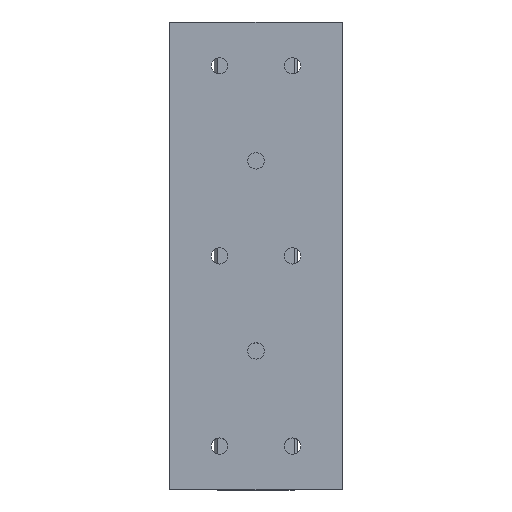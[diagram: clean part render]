
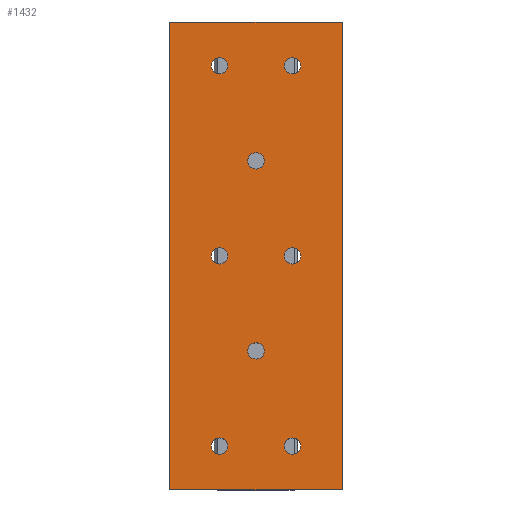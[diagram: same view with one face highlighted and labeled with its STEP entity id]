
A CAD part, top view. The second image highlights one B-rep face of the part: STEP entity #1432.
In plain terms, the highlighted planar face has unit normal (0, 0, 1).
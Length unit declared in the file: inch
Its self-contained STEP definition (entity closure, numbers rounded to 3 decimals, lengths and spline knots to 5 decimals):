
#285=CARTESIAN_POINT('',(-0.243,-1.625,0.14508));
#286=VERTEX_POINT('',#285);
#302=CARTESIAN_POINT('',(-0.382,-1.625,0.14508));
#303=VERTEX_POINT('',#302);
#310=CARTESIAN_POINT('',(-0.3125,-1.625,0.14508));
#311=DIRECTION('',(0.0,0.0,-1.0));
#312=DIRECTION('',(1.0,0.0,0.0));
#313=AXIS2_PLACEMENT_3D('',#310,#311,#312);
#314=CIRCLE('',#313,0.0695);
#315=EDGE_CURVE('',#286,#303,#314,.T.);
#348=CARTESIAN_POINT('',(0.382,1.625,0.14508));
#349=VERTEX_POINT('',#348);
#365=CARTESIAN_POINT('',(0.243,1.625,0.14508));
#366=VERTEX_POINT('',#365);
#373=CARTESIAN_POINT('',(0.3125,1.625,0.14508));
#374=DIRECTION('',(0.0,0.0,-1.0));
#375=DIRECTION('',(1.0,0.0,0.0));
#376=AXIS2_PLACEMENT_3D('',#373,#374,#375);
#377=CIRCLE('',#376,0.0695);
#378=EDGE_CURVE('',#349,#366,#377,.T.);
#411=CARTESIAN_POINT('',(0.382,-1.625,0.14508));
#412=VERTEX_POINT('',#411);
#428=CARTESIAN_POINT('',(0.243,-1.625,0.14508));
#429=VERTEX_POINT('',#428);
#436=CARTESIAN_POINT('',(0.3125,-1.625,0.14508));
#437=DIRECTION('',(0.0,0.0,-1.0));
#438=DIRECTION('',(1.0,0.0,0.0));
#439=AXIS2_PLACEMENT_3D('',#436,#437,#438);
#440=CIRCLE('',#439,0.0695);
#441=EDGE_CURVE('',#412,#429,#440,.T.);
#474=CARTESIAN_POINT('',(-0.243,0.,0.14508));
#475=VERTEX_POINT('',#474);
#491=CARTESIAN_POINT('',(-0.382,0.,0.14508));
#492=VERTEX_POINT('',#491);
#499=CARTESIAN_POINT('',(-0.3125,0.,0.14508));
#500=DIRECTION('',(0.0,0.0,-1.0));
#501=DIRECTION('',(1.0,0.0,0.0));
#502=AXIS2_PLACEMENT_3D('',#499,#500,#501);
#503=CIRCLE('',#502,0.0695);
#504=EDGE_CURVE('',#475,#492,#503,.T.);
#537=CARTESIAN_POINT('',(0.382,0.,0.14508));
#538=VERTEX_POINT('',#537);
#554=CARTESIAN_POINT('',(0.243,0.,0.14508));
#555=VERTEX_POINT('',#554);
#562=CARTESIAN_POINT('',(0.3125,0.,0.14508));
#563=DIRECTION('',(0.0,0.0,-1.0));
#564=DIRECTION('',(1.0,0.0,0.0));
#565=AXIS2_PLACEMENT_3D('',#562,#563,#564);
#566=CIRCLE('',#565,0.0695);
#567=EDGE_CURVE('',#538,#555,#566,.T.);
#600=CARTESIAN_POINT('',(-0.243,1.625,0.14508));
#601=VERTEX_POINT('',#600);
#617=CARTESIAN_POINT('',(-0.382,1.625,0.14508));
#618=VERTEX_POINT('',#617);
#625=CARTESIAN_POINT('',(-0.3125,1.625,0.14508));
#626=DIRECTION('',(0.0,0.0,-1.0));
#627=DIRECTION('',(1.0,0.0,0.0));
#628=AXIS2_PLACEMENT_3D('',#625,#626,#627);
#629=CIRCLE('',#628,0.0695);
#630=EDGE_CURVE('',#601,#618,#629,.T.);
#663=CARTESIAN_POINT('',(0.0695,-0.8125,0.14508));
#664=VERTEX_POINT('',#663);
#680=CARTESIAN_POINT('',(-0.0695,-0.8125,0.14508));
#681=VERTEX_POINT('',#680);
#688=CARTESIAN_POINT('',(0.0,-0.8125,0.14508));
#689=DIRECTION('',(0.0,0.0,-1.0));
#690=DIRECTION('',(1.0,0.0,0.0));
#691=AXIS2_PLACEMENT_3D('',#688,#689,#690);
#692=CIRCLE('',#691,0.0695);
#693=EDGE_CURVE('',#664,#681,#692,.T.);
#726=CARTESIAN_POINT('',(0.0695,0.8125,0.14508));
#727=VERTEX_POINT('',#726);
#743=CARTESIAN_POINT('',(-0.0695,0.8125,0.14508));
#744=VERTEX_POINT('',#743);
#751=CARTESIAN_POINT('',(0.0,0.8125,0.14508));
#752=DIRECTION('',(0.0,0.0,-1.0));
#753=DIRECTION('',(1.0,0.0,0.0));
#754=AXIS2_PLACEMENT_3D('',#751,#752,#753);
#755=CIRCLE('',#754,0.0695);
#756=EDGE_CURVE('',#727,#744,#755,.T.);
#788=CARTESIAN_POINT('',(0.0,0.8125,0.14508));
#789=DIRECTION('',(0.0,0.0,-1.0));
#790=DIRECTION('',(1.0,0.0,0.0));
#791=AXIS2_PLACEMENT_3D('',#788,#789,#790);
#792=CIRCLE('',#791,0.0695);
#793=EDGE_CURVE('',#744,#727,#792,.T.);
#833=CARTESIAN_POINT('',(0.0,-0.8125,0.14508));
#834=DIRECTION('',(0.0,0.0,-1.0));
#835=DIRECTION('',(1.0,0.0,0.0));
#836=AXIS2_PLACEMENT_3D('',#833,#834,#835);
#837=CIRCLE('',#836,0.0695);
#838=EDGE_CURVE('',#681,#664,#837,.T.);
#878=CARTESIAN_POINT('',(-0.3125,1.625,0.14508));
#879=DIRECTION('',(0.0,0.0,-1.0));
#880=DIRECTION('',(1.0,0.0,0.0));
#881=AXIS2_PLACEMENT_3D('',#878,#879,#880);
#882=CIRCLE('',#881,0.0695);
#883=EDGE_CURVE('',#618,#601,#882,.T.);
#923=CARTESIAN_POINT('',(0.3125,0.,0.14508));
#924=DIRECTION('',(0.0,0.0,-1.0));
#925=DIRECTION('',(1.0,0.0,0.0));
#926=AXIS2_PLACEMENT_3D('',#923,#924,#925);
#927=CIRCLE('',#926,0.0695);
#928=EDGE_CURVE('',#555,#538,#927,.T.);
#968=CARTESIAN_POINT('',(-0.3125,0.,0.14508));
#969=DIRECTION('',(0.0,0.0,-1.0));
#970=DIRECTION('',(1.0,0.0,0.0));
#971=AXIS2_PLACEMENT_3D('',#968,#969,#970);
#972=CIRCLE('',#971,0.0695);
#973=EDGE_CURVE('',#492,#475,#972,.T.);
#1013=CARTESIAN_POINT('',(0.3125,-1.625,0.14508));
#1014=DIRECTION('',(0.0,0.0,-1.0));
#1015=DIRECTION('',(1.0,0.0,0.0));
#1016=AXIS2_PLACEMENT_3D('',#1013,#1014,#1015);
#1017=CIRCLE('',#1016,0.0695);
#1018=EDGE_CURVE('',#429,#412,#1017,.T.);
#1058=CARTESIAN_POINT('',(0.3125,1.625,0.14508));
#1059=DIRECTION('',(0.0,0.0,-1.0));
#1060=DIRECTION('',(1.0,0.0,0.0));
#1061=AXIS2_PLACEMENT_3D('',#1058,#1059,#1060);
#1062=CIRCLE('',#1061,0.0695);
#1063=EDGE_CURVE('',#366,#349,#1062,.T.);
#1103=CARTESIAN_POINT('',(-0.3125,-1.625,0.14508));
#1104=DIRECTION('',(0.0,0.0,-1.0));
#1105=DIRECTION('',(1.0,0.0,0.0));
#1106=AXIS2_PLACEMENT_3D('',#1103,#1104,#1105);
#1107=CIRCLE('',#1106,0.0695);
#1108=EDGE_CURVE('',#303,#286,#1107,.T.);
#1126=CARTESIAN_POINT('',(-0.73727,2.,0.14508));
#1127=VERTEX_POINT('',#1126);
#1144=CARTESIAN_POINT('',(-0.73727,-2.,0.14508));
#1145=VERTEX_POINT('',#1144);
#1152=CARTESIAN_POINT('',(-0.73727,-2.,0.14508));
#1153=DIRECTION('',(0.0,1.0,0.0));
#1154=VECTOR('',#1153,4.0);
#1155=LINE('',#1152,#1154);
#1156=EDGE_CURVE('',#1145,#1127,#1155,.T.);
#1353=CARTESIAN_POINT('',(0.73727,2.,0.14508));
#1354=VERTEX_POINT('',#1353);
#1361=CARTESIAN_POINT('',(0.73727,-2.,0.14508));
#1362=VERTEX_POINT('',#1361);
#1363=CARTESIAN_POINT('',(0.73727,-2.,0.14508));
#1364=DIRECTION('',(0.0,1.0,0.0));
#1365=VECTOR('',#1364,4.0);
#1366=LINE('',#1363,#1365);
#1367=EDGE_CURVE('',#1362,#1354,#1366,.T.);
#1379=CARTESIAN_POINT('',(0.73727,-2.,0.14508));
#1380=DIRECTION('',(0.0,0.0,1.0));
#1381=DIRECTION('',(1.0,0.0,0.0));
#1382=AXIS2_PLACEMENT_3D('',#1379,#1380,#1381);
#1383=PLANE('',#1382);
#1384=CARTESIAN_POINT('',(0.73727,2.,0.14508));
#1385=DIRECTION('',(-1.0,0.0,0.0));
#1386=VECTOR('',#1385,1.47454);
#1387=LINE('',#1384,#1386);
#1388=EDGE_CURVE('',#1354,#1127,#1387,.T.);
#1389=ORIENTED_EDGE('',*,*,#1388,.T.);
#1390=ORIENTED_EDGE('',*,*,#1156,.F.);
#1391=CARTESIAN_POINT('',(-0.73727,-2.,0.14508));
#1392=DIRECTION('',(1.0,0.0,0.0));
#1393=VECTOR('',#1392,1.47454);
#1394=LINE('',#1391,#1393);
#1395=EDGE_CURVE('',#1145,#1362,#1394,.T.);
#1396=ORIENTED_EDGE('',*,*,#1395,.T.);
#1397=ORIENTED_EDGE('',*,*,#1367,.T.);
#1398=EDGE_LOOP('',(#1389,#1390,#1396,#1397));
#1399=FACE_OUTER_BOUND('',#1398,.T.);
#1400=ORIENTED_EDGE('',*,*,#756,.T.);
#1401=ORIENTED_EDGE('',*,*,#793,.T.);
#1402=EDGE_LOOP('',(#1400,#1401));
#1403=FACE_BOUND('',#1402,.T.);
#1404=ORIENTED_EDGE('',*,*,#693,.T.);
#1405=ORIENTED_EDGE('',*,*,#838,.T.);
#1406=EDGE_LOOP('',(#1404,#1405));
#1407=FACE_BOUND('',#1406,.T.);
#1408=ORIENTED_EDGE('',*,*,#630,.T.);
#1409=ORIENTED_EDGE('',*,*,#883,.T.);
#1410=EDGE_LOOP('',(#1408,#1409));
#1411=FACE_BOUND('',#1410,.T.);
#1412=ORIENTED_EDGE('',*,*,#567,.T.);
#1413=ORIENTED_EDGE('',*,*,#928,.T.);
#1414=EDGE_LOOP('',(#1412,#1413));
#1415=FACE_BOUND('',#1414,.T.);
#1416=ORIENTED_EDGE('',*,*,#504,.T.);
#1417=ORIENTED_EDGE('',*,*,#973,.T.);
#1418=EDGE_LOOP('',(#1416,#1417));
#1419=FACE_BOUND('',#1418,.T.);
#1420=ORIENTED_EDGE('',*,*,#441,.T.);
#1421=ORIENTED_EDGE('',*,*,#1018,.T.);
#1422=EDGE_LOOP('',(#1420,#1421));
#1423=FACE_BOUND('',#1422,.T.);
#1424=ORIENTED_EDGE('',*,*,#378,.T.);
#1425=ORIENTED_EDGE('',*,*,#1063,.T.);
#1426=EDGE_LOOP('',(#1424,#1425));
#1427=FACE_BOUND('',#1426,.T.);
#1428=ORIENTED_EDGE('',*,*,#315,.T.);
#1429=ORIENTED_EDGE('',*,*,#1108,.T.);
#1430=EDGE_LOOP('',(#1428,#1429));
#1431=FACE_BOUND('',#1430,.T.);
#1432=ADVANCED_FACE('',(#1399,#1403,#1407,#1411,#1415,#1419,#1423,#1427,#1431),#1383,.T.);
